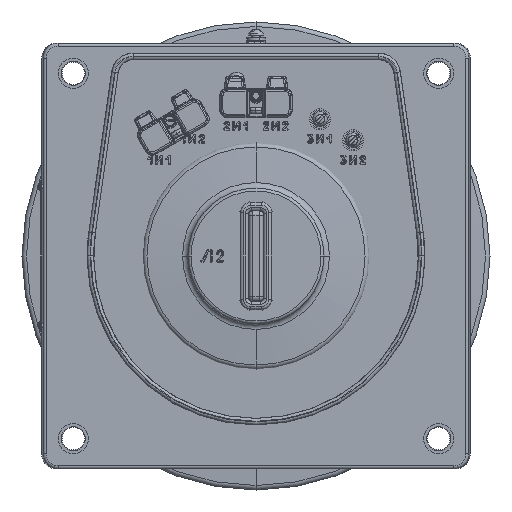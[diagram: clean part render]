
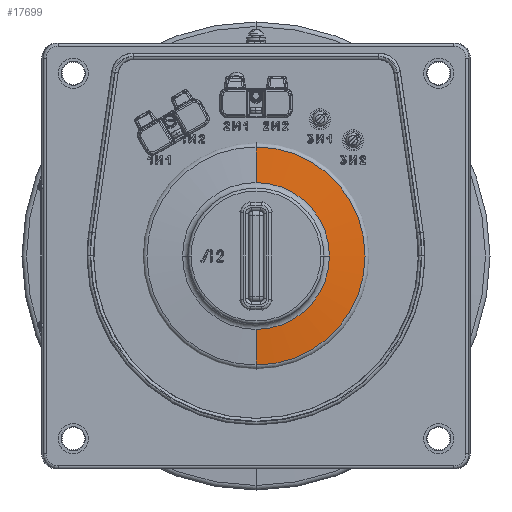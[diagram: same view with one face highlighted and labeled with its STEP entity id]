
A CAD part, front view. The second image highlights one B-rep face of the part: STEP entity #17699.
In plain terms, the highlighted conical face has half-angle 85 degrees and reference radius 72.261 mm.
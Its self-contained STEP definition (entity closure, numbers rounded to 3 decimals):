
#6460 = CARTESIAN_POINT ( 'NONE',  ( 0., -335.428, 0. ) ) ;
#6497 = DIRECTION ( 'NONE',  ( 0., 1., 0. ) ) ;
#6498 = DIRECTION ( 'NONE',  ( 0., 0., 1. ) ) ;
#10591 = AXIS2_PLACEMENT_3D ( 'NONE', #39510, #39526, #39532 ) ;
#13108 = EDGE_CURVE ( 'NONE', #26116, #26236, #28827, .T. ) ;
#17699 = ADVANCED_FACE ( 'NONE', ( #48581 ), #48579, .T. ) ;
#19271 = CARTESIAN_POINT ( 'NONE',  ( 0., -333.362, 72.261 ) ) ;
#19272 = DIRECTION ( 'NONE',  ( 0., 0.087, 0.996 ) ) ;
#19302 = DIRECTION ( 'NONE',  ( 0., 0., -1. ) ) ;
#19305 = DIRECTION ( 'NONE',  ( 0., -1., 0. ) ) ;
#19311 = CARTESIAN_POINT ( 'NONE',  ( 0., -333.362, 0. ) ) ;
#20225 = CARTESIAN_POINT ( 'NONE',  ( 0., -335.428, 0. ) ) ;
#20238 = DIRECTION ( 'NONE',  ( 0., 0., 1. ) ) ;
#20256 = CARTESIAN_POINT ( 'NONE',  ( 0., -333.362, -72.261 ) ) ;
#20258 = DIRECTION ( 'NONE',  ( 0., 1., 0. ) ) ;
#20263 = DIRECTION ( 'NONE',  ( 0., 0.087, -0.996 ) ) ;
#21290 = AXIS2_PLACEMENT_3D ( 'NONE', #20225, #20258, #20238 ) ;
#21293 = AXIS2_PLACEMENT_3D ( 'NONE', #19311, #19305, #19302 ) ;
#25997 = VERTEX_POINT ( 'NONE', #68193 ) ;
#26066 = VERTEX_POINT ( 'NONE', #68180 ) ;
#26096 = VERTEX_POINT ( 'NONE', #68375 ) ;
#26116 = VERTEX_POINT ( 'NONE', #68331 ) ;
#26236 = VERTEX_POINT ( 'NONE', #68577 ) ;
#28827 = CIRCLE ( 'NONE', #62253, 48.651 ) ;
#39510 = CARTESIAN_POINT ( 'NONE',  ( 0., -333.362, 0. ) ) ;
#39526 = DIRECTION ( 'NONE',  ( 0., 1., 0. ) ) ;
#39532 = DIRECTION ( 'NONE',  ( 0., 0., 1. ) ) ;
#48579 = CONICAL_SURFACE ( 'NONE', #10591, 72.261, 1.484 ) ;
#48581 = FACE_OUTER_BOUND ( 'NONE', #66045, .T. ) ;
#54140 = EDGE_CURVE ( 'NONE', #26236, #25997, #62757, .T. ) ;
#54146 = EDGE_CURVE ( 'NONE', #26096, #26116, #62731, .T. ) ;
#54154 = EDGE_CURVE ( 'NONE', #26096, #26066, #62741, .T. ) ;
#54171 = EDGE_CURVE ( 'NONE', #25997, #26066, #62739, .T. ) ;
#62253 = AXIS2_PLACEMENT_3D ( 'NONE', #6460, #6497, #6498 ) ;
#62731 = CIRCLE ( 'NONE', #21290, 48.651 ) ;
#62739 = CIRCLE ( 'NONE', #21293, 72.261 ) ;
#62741 = LINE ( 'NONE', #19271, #62765 ) ;
#62747 = VECTOR ( 'NONE', #20263, 1000. ) ;
#62757 = LINE ( 'NONE', #20256, #62747 ) ;
#62765 = VECTOR ( 'NONE', #19272, 1000. ) ;
#66045 = EDGE_LOOP ( 'NONE', ( #69113, #69135, #69122, #69266, #69330 ) ) ;
#68180 = CARTESIAN_POINT ( 'NONE',  ( 0., -333.362, 72.261 ) ) ;
#68193 = CARTESIAN_POINT ( 'NONE',  ( 0., -333.362, -72.261 ) ) ;
#68331 = CARTESIAN_POINT ( 'NONE',  ( 48.651, -335.428, 0. ) ) ;
#68375 = CARTESIAN_POINT ( 'NONE',  ( 0., -335.428, 48.651 ) ) ;
#68577 = CARTESIAN_POINT ( 'NONE',  ( 0., -335.428, -48.651 ) ) ;
#69113 = ORIENTED_EDGE ( 'NONE', *, *, #54146, .T. ) ;
#69122 = ORIENTED_EDGE ( 'NONE', *, *, #54140, .T. ) ;
#69135 = ORIENTED_EDGE ( 'NONE', *, *, #13108, .T. ) ;
#69266 = ORIENTED_EDGE ( 'NONE', *, *, #54171, .T. ) ;
#69330 = ORIENTED_EDGE ( 'NONE', *, *, #54154, .F. ) ;
